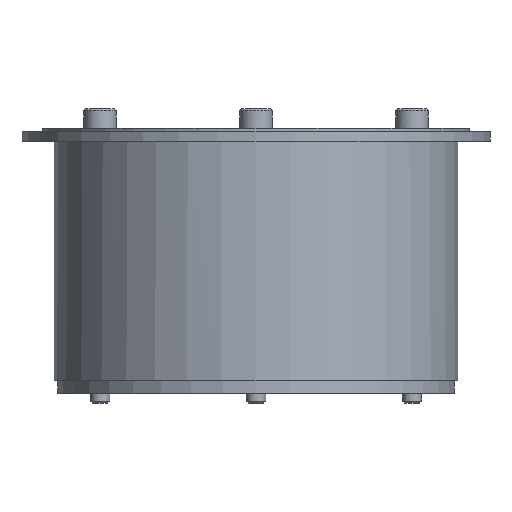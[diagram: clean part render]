
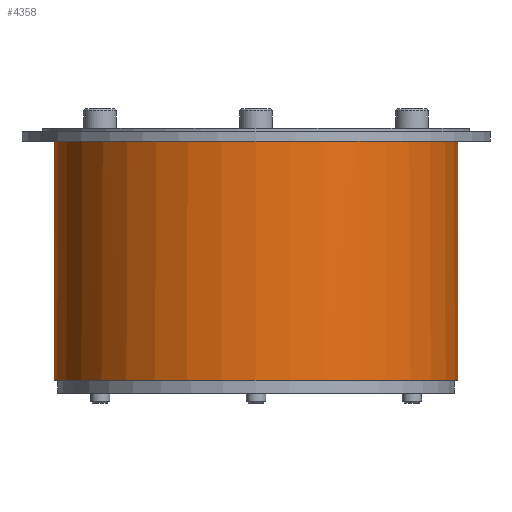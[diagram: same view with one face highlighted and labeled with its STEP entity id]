
A CAD part, front view. The second image highlights one B-rep face of the part: STEP entity #4358.
In plain terms, the highlighted cylindrical face has radius 62.4 mm (diameter 124.8 mm), a partial arc.
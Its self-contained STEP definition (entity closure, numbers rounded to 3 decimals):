
#427=FACE_OUTER_BOUND('',#692,.T.);
#692=EDGE_LOOP('',(#3534,#3535,#3536,#3537,#3538,#3539));
#953=LINE('',#7239,#1229);
#954=LINE('',#7240,#1230);
#1229=VECTOR('',#5840,10.);
#1230=VECTOR('',#5841,10.);
#1514=CIRCLE('',#4812,62.4);
#1540=CIRCLE('',#4864,62.4);
#1541=CIRCLE('',#4865,62.4);
#1542=CIRCLE('',#4866,62.4);
#1796=VERTEX_POINT('',#6957);
#1799=VERTEX_POINT('',#6963);
#1883=VERTEX_POINT('',#7233);
#1884=VERTEX_POINT('',#7235);
#1915=VERTEX_POINT('',#7346);
#1917=VERTEX_POINT('',#7352);
#2395=EDGE_CURVE('',#1884,#1796,#953,.T.);
#2396=EDGE_CURVE('',#1799,#1883,#954,.T.);
#2443=EDGE_CURVE('',#1915,#1917,#1514,.T.);
#2497=EDGE_CURVE('',#1917,#1799,#1540,.T.);
#2498=EDGE_CURVE('',#1796,#1915,#1541,.T.);
#2499=EDGE_CURVE('',#1883,#1884,#1542,.T.);
#3534=ORIENTED_EDGE('',*,*,#2396,.F.);
#3535=ORIENTED_EDGE('',*,*,#2497,.F.);
#3536=ORIENTED_EDGE('',*,*,#2443,.F.);
#3537=ORIENTED_EDGE('',*,*,#2498,.F.);
#3538=ORIENTED_EDGE('',*,*,#2395,.F.);
#3539=ORIENTED_EDGE('',*,*,#2499,.F.);
#3905=CYLINDRICAL_SURFACE('',#4863,62.4);
#4358=ADVANCED_FACE('',(#427),#3905,.T.);
#4812=AXIS2_PLACEMENT_3D('',#7353,#5934,#5935);
#4863=AXIS2_PLACEMENT_3D('',#7458,#6064,#6065);
#4864=AXIS2_PLACEMENT_3D('',#7459,#6066,#6067);
#4865=AXIS2_PLACEMENT_3D('',#7460,#6068,#6069);
#4866=AXIS2_PLACEMENT_3D('',#7461,#6070,#6071);
#5840=DIRECTION('',(0.,0.,1.));
#5841=DIRECTION('',(0.,0.,-1.));
#5934=DIRECTION('center_axis',(0.,0.,1.));
#5935=DIRECTION('ref_axis',(-1.,0.,0.));
#6064=DIRECTION('center_axis',(0.,0.,1.));
#6065=DIRECTION('ref_axis',(-1.,0.,0.));
#6066=DIRECTION('center_axis',(0.,0.,1.));
#6067=DIRECTION('ref_axis',(-1.,0.,0.));
#6068=DIRECTION('center_axis',(0.,0.,1.));
#6069=DIRECTION('ref_axis',(-1.,0.,0.));
#6070=DIRECTION('center_axis',(0.,0.,-1.));
#6071=DIRECTION('ref_axis',(-1.,0.,0.));
#6957=CARTESIAN_POINT('',(-62.4,0.,37.));
#6963=CARTESIAN_POINT('',(62.4,0.,37.));
#7233=CARTESIAN_POINT('',(62.4,0.,-37.));
#7235=CARTESIAN_POINT('',(-62.4,0.,-37.));
#7239=CARTESIAN_POINT('',(-62.4,0.,0.));
#7240=CARTESIAN_POINT('',(62.4,0.,0.));
#7346=CARTESIAN_POINT('',(-62.392,-1.,37.));
#7352=CARTESIAN_POINT('',(62.392,-1.,37.));
#7353=CARTESIAN_POINT('Origin',(0.,0.,37.));
#7458=CARTESIAN_POINT('Origin',(0.,0.,0.));
#7459=CARTESIAN_POINT('Origin',(0.,0.,37.));
#7460=CARTESIAN_POINT('Origin',(0.,0.,37.));
#7461=CARTESIAN_POINT('Origin',(0.,0.,-37.));
